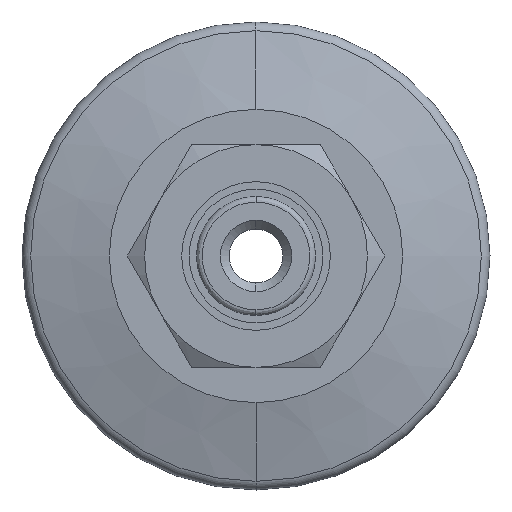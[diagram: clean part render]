
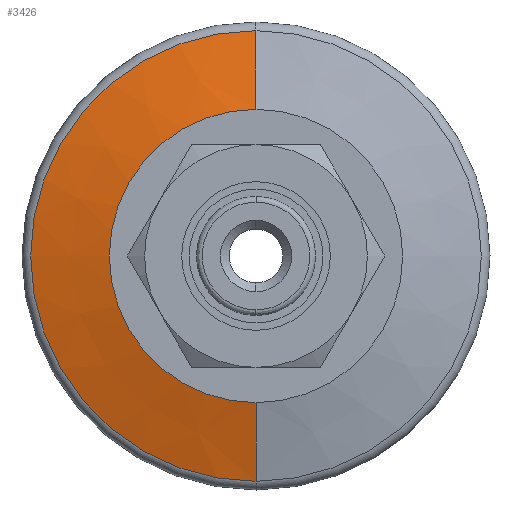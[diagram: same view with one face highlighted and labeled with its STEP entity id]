
A CAD part, left-side view. The second image highlights one B-rep face of the part: STEP entity #3426.
In plain terms, the highlighted conical face has half-angle 75 degrees and reference radius 12.535 mm.
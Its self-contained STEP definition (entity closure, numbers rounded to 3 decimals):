
#155 = EDGE_CURVE ( 'NONE', #190, #1249, #1610, .T. ) ;
#190 = VERTEX_POINT ( 'NONE', #473 ) ;
#432 = DIRECTION ( 'NONE',  ( 0.259, 0., 0.966 ) ) ;
#473 = CARTESIAN_POINT ( 'NONE',  ( 0., 0., -12.535 ) ) ;
#506 = CARTESIAN_POINT ( 'NONE',  ( 0., 0., 12.535 ) ) ;
#522 = VERTEX_POINT ( 'NONE', #1696 ) ;
#540 = DIRECTION ( 'NONE',  ( 0., 0., -1. ) ) ;
#544 = DIRECTION ( 'NONE',  ( 1., 0., 0. ) ) ;
#549 = CARTESIAN_POINT ( 'NONE',  ( 0., 0., 0. ) ) ;
#919 = ORIENTED_EDGE ( 'NONE', *, *, #155, .F. ) ;
#972 = AXIS2_PLACEMENT_3D ( 'NONE', #549, #544, #540 ) ;
#1022 = DIRECTION ( 'NONE',  ( 0., 0., -1. ) ) ;
#1026 = DIRECTION ( 'NONE',  ( 1., 0., 0. ) ) ;
#1035 = CARTESIAN_POINT ( 'NONE',  ( 1.802, 0., 0. ) ) ;
#1180 = CARTESIAN_POINT ( 'NONE',  ( 0., 0., -12.535 ) ) ;
#1249 = VERTEX_POINT ( 'NONE', #2255 ) ;
#1282 = AXIS2_PLACEMENT_3D ( 'NONE', #1035, #1026, #1022 ) ;
#1346 = VECTOR ( 'NONE', #3057, 1000. ) ;
#1610 = LINE ( 'NONE', #1180, #1346 ) ;
#1696 = CARTESIAN_POINT ( 'NONE',  ( 1.802, 0., 19.259 ) ) ;
#1918 = EDGE_CURVE ( 'NONE', #2927, #522, #2605, .T. ) ;
#2021 = AXIS2_PLACEMENT_3D ( 'NONE', #2413, #2099, #2325 ) ;
#2099 = DIRECTION ( 'NONE',  ( 1., 0., 0. ) ) ;
#2148 = ORIENTED_EDGE ( 'NONE', *, *, #3661, .F. ) ;
#2255 = CARTESIAN_POINT ( 'NONE',  ( 1.802, 0., -19.259 ) ) ;
#2304 = EDGE_LOOP ( 'NONE', ( #2333, #2336, #2148, #919 ) ) ;
#2325 = DIRECTION ( 'NONE',  ( 0., 0., -1. ) ) ;
#2333 = ORIENTED_EDGE ( 'NONE', *, *, #3762, .T. ) ;
#2336 = ORIENTED_EDGE ( 'NONE', *, *, #1918, .T. ) ;
#2413 = CARTESIAN_POINT ( 'NONE',  ( 0., 0., 0. ) ) ;
#2534 = CIRCLE ( 'NONE', #1282, 19.259 ) ;
#2605 = LINE ( 'NONE', #506, #2611 ) ;
#2611 = VECTOR ( 'NONE', #432, 1000. ) ;
#2768 = CONICAL_SURFACE ( 'NONE', #2021, 12.535, 1.309 ) ;
#2927 = VERTEX_POINT ( 'NONE', #3159 ) ;
#3010 = FACE_OUTER_BOUND ( 'NONE', #2304, .T. ) ;
#3057 = DIRECTION ( 'NONE',  ( 0.259, 0., -0.966 ) ) ;
#3159 = CARTESIAN_POINT ( 'NONE',  ( 0., 0., 12.535 ) ) ;
#3426 = ADVANCED_FACE ( 'NONE', ( #3010 ), #2768, .T. ) ;
#3605 = CIRCLE ( 'NONE', #972, 12.535 ) ;
#3661 = EDGE_CURVE ( 'NONE', #1249, #522, #2534, .T. ) ;
#3762 = EDGE_CURVE ( 'NONE', #190, #2927, #3605, .T. ) ;
